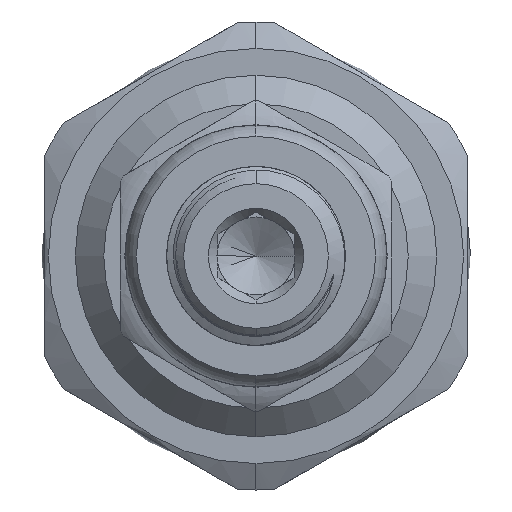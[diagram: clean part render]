
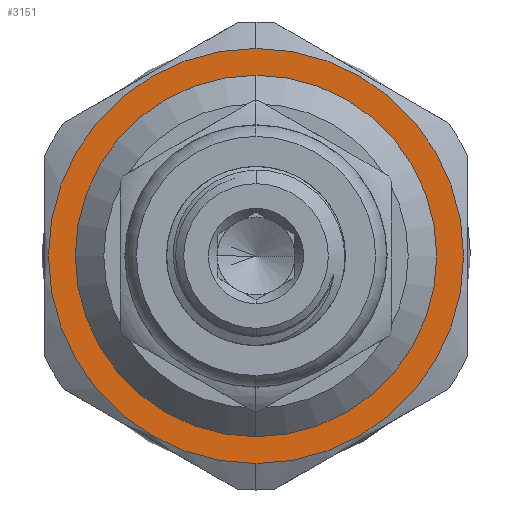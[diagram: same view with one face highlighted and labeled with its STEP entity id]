
A CAD part, left-side view. The second image highlights one B-rep face of the part: STEP entity #3151.
In plain terms, the highlighted planar face has unit normal (-1, 0, 0).
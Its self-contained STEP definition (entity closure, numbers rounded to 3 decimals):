
#360 = AXIS2_PLACEMENT_3D ( 'NONE', #10048, #4428, #2213 ) ;
#631 = CARTESIAN_POINT ( 'NONE',  ( 12., 0., -9.5 ) ) ;
#721 = AXIS2_PLACEMENT_3D ( 'NONE', #5200, #12077, #1726 ) ;
#1726 = DIRECTION ( 'NONE',  ( 0., 0., -1. ) ) ;
#1908 = VERTEX_POINT ( 'NONE', #10461 ) ;
#2011 = EDGE_LOOP ( 'NONE', ( #4605, #12972 ) ) ;
#2213 = DIRECTION ( 'NONE',  ( 0., 0., -1. ) ) ;
#2436 = AXIS2_PLACEMENT_3D ( 'NONE', #8514, #10833, #4989 ) ;
#2931 = FACE_BOUND ( 'NONE', #10163, .T. ) ;
#3151 = ADVANCED_FACE ( 'NONE', ( #4924, #2931 ), #14883, .T. ) ;
#3431 = ORIENTED_EDGE ( 'NONE', *, *, #6625, .T. ) ;
#3549 = CARTESIAN_POINT ( 'NONE',  ( 12., 0., -10.91 ) ) ;
#4103 = AXIS2_PLACEMENT_3D ( 'NONE', #6219, #13004, #14204 ) ;
#4428 = DIRECTION ( 'NONE',  ( 1., 0., 0. ) ) ;
#4538 = DIRECTION ( 'NONE',  ( -1., 0., 0. ) ) ;
#4605 = ORIENTED_EDGE ( 'NONE', *, *, #6717, .F. ) ;
#4924 = FACE_OUTER_BOUND ( 'NONE', #2011, .T. ) ;
#4989 = DIRECTION ( 'NONE',  ( 0., 0., -1. ) ) ;
#5200 = CARTESIAN_POINT ( 'NONE',  ( 12., 0., 0. ) ) ;
#5617 = VERTEX_POINT ( 'NONE', #3549 ) ;
#6219 = CARTESIAN_POINT ( 'NONE',  ( 12., 0., 0. ) ) ;
#6625 = EDGE_CURVE ( 'NONE', #7486, #9003, #12130, .T. ) ;
#6717 = EDGE_CURVE ( 'NONE', #5617, #1908, #11948, .T. ) ;
#7486 = VERTEX_POINT ( 'NONE', #631 ) ;
#7556 = CIRCLE ( 'NONE', #360, 10.91 ) ;
#8012 = DIRECTION ( 'NONE',  ( 0., 0., 1. ) ) ;
#8514 = CARTESIAN_POINT ( 'NONE',  ( 12., 0., 0. ) ) ;
#8552 = EDGE_CURVE ( 'NONE', #1908, #5617, #7556, .T. ) ;
#9003 = VERTEX_POINT ( 'NONE', #12326 ) ;
#10048 = CARTESIAN_POINT ( 'NONE',  ( 12., 0., 0. ) ) ;
#10163 = EDGE_LOOP ( 'NONE', ( #3431, #11317 ) ) ;
#10461 = CARTESIAN_POINT ( 'NONE',  ( 12., 0., 10.91 ) ) ;
#10833 = DIRECTION ( 'NONE',  ( 1., 0., 0. ) ) ;
#11317 = ORIENTED_EDGE ( 'NONE', *, *, #14076, .T. ) ;
#11453 = CARTESIAN_POINT ( 'NONE',  ( 12., 9.5, 0. ) ) ;
#11948 = CIRCLE ( 'NONE', #721, 10.91 ) ;
#12077 = DIRECTION ( 'NONE',  ( 1., 0., 0. ) ) ;
#12130 = CIRCLE ( 'NONE', #4103, 9.5 ) ;
#12326 = CARTESIAN_POINT ( 'NONE',  ( 12., 0., 9.5 ) ) ;
#12495 = CIRCLE ( 'NONE', #2436, 9.5 ) ;
#12972 = ORIENTED_EDGE ( 'NONE', *, *, #8552, .F. ) ;
#13004 = DIRECTION ( 'NONE',  ( 1., 0., 0. ) ) ;
#14076 = EDGE_CURVE ( 'NONE', #9003, #7486, #12495, .T. ) ;
#14204 = DIRECTION ( 'NONE',  ( 0., 0., -1. ) ) ;
#14669 = AXIS2_PLACEMENT_3D ( 'NONE', #11453, #4538, #8012 ) ;
#14883 = PLANE ( 'NONE',  #14669 ) ;
